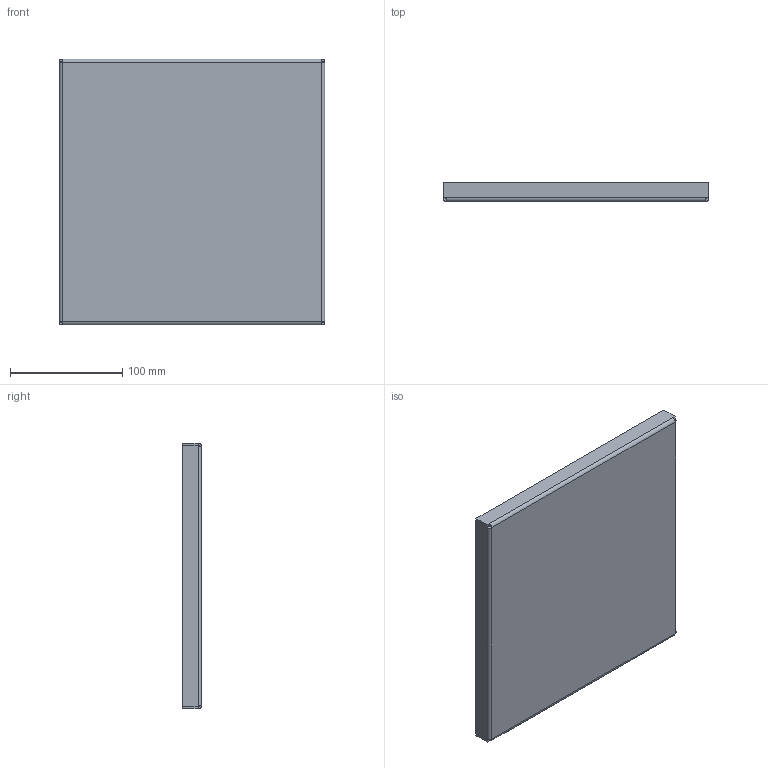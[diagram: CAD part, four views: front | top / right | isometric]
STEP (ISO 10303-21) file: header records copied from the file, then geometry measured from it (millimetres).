
FILE_DESCRIPTION((''),'2;1');
FILE_NAME('EKQ122BL15_ASM','2024-02-29T10:42:56',('goergem'),(''),'CREO PARAMETRIC BY PTC INC, 2022281','CREO PARAMETRIC BY PTC INC, 2022281','');
FILE_SCHEMA(('AUTOMOTIVE_DESIGN { 1 0 10303 214 1 1 1 1 }'));
Length unit declared in the file: millimetre
Products named in the file (4): T-00610_1; T-00866_ASM_1_ASM; T-00878_ASM_1_ASM; EKQ122BL15_ASM
Assembly tree (3 placements, depth 4):
  EKQ122BL15_ASM
    T-00878_ASM_1_ASM
      T-00866_ASM_1_ASM
        T-00610_1
Bounding box: 237 x 17 x 237 mm (x, y, z)
Volume: 138842.1 mm3; surface area: 141027.5 mm2
Topology: 1 solids, 1 shells, 46 faces, 118 edges, 74 vertices
Faces by surface type: plane 38, cylinder 8
Entity records: 3819 total; most frequent: DIRECTION 566, CARTESIAN_POINT 451, COLOUR_RGB 214, AXIS2_PLACEMENT_3D 208, ORIENTED_EDGE 200, PROPERTY_DEFINITION 172, REPRESENTATION 171, PROPERTY_DEFINITION_REPRESENTATION 171
